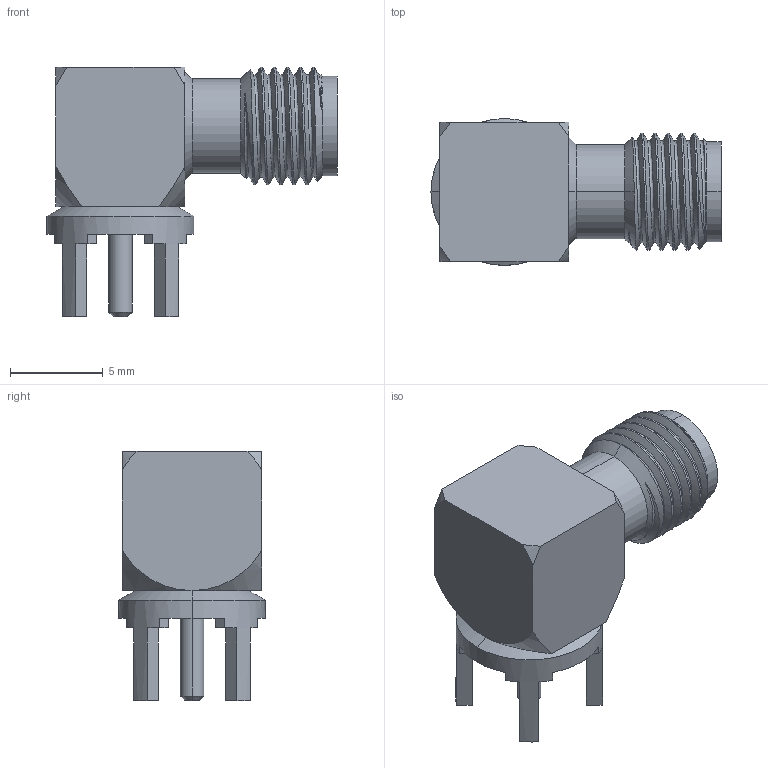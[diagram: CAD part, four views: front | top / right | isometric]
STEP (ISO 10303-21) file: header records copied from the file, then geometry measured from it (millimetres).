
FILE_DESCRIPTION((''),'2;1');
FILE_NAME('142-0701-301','2015-03-13T',('chwallace'),(''),'PRO/ENGINEER BY PARAMETRIC TECHNOLOGY CORPORATION, 2006170','PRO/ENGINEER BY PARAMETRIC TECHNOLOGY CORPORATION, 2006170','');
FILE_SCHEMA(('CONFIG_CONTROL_DESIGN'));
Length unit declared in the file: millimetre
Products named in the file (1): 142-0701-301
Bounding box: 15.65 x 7.92 x 13.46 mm (x, y, z)
Volume: 642.2 mm3; surface area: 700.1 mm2
Topology: 1 solids, 1 shells, 97 faces, 251 edges, 161 vertices
Faces by surface type: plane 44, cylinder 27, cone 23, bspline 3
Entity records: 9458 total; most frequent: CARTESIAN_POINT 7108, ORIENTED_EDGE 498, DIRECTION 453, EDGE_CURVE 249, AXIS2_PLACEMENT_3D 161, VERTEX_POINT 161, VECTOR 131, LINE 131
